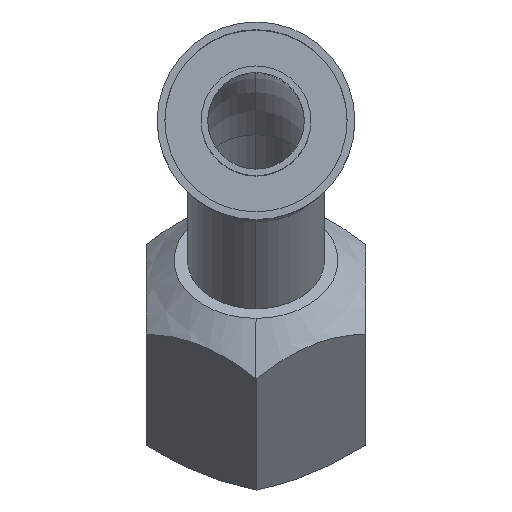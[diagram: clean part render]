
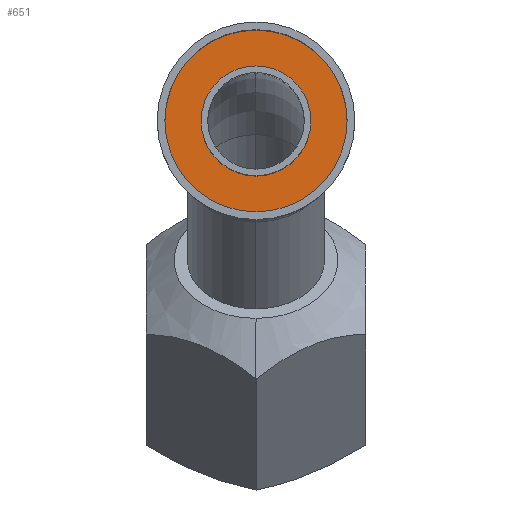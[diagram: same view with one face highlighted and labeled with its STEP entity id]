
A CAD part, top view. The second image highlights one B-rep face of the part: STEP entity #651.
In plain terms, the highlighted planar face has unit normal (0, 0, 1).
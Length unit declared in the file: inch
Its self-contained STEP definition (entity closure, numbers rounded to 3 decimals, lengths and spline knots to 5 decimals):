
#5 = ORIENTED_EDGE ( 'NONE', *, *, #510, .F. ) ;
#6 = EDGE_CURVE ( 'NONE', #948, #285, #1212, .T. ) ;
#84 = DIRECTION ( 'NONE',  ( 0., 0., 1. ) ) ;
#219 = CARTESIAN_POINT ( 'NONE',  ( 0., 0., -1. ) ) ;
#285 = VERTEX_POINT ( 'NONE', #1531 ) ;
#312 = CARTESIAN_POINT ( 'NONE',  ( 0., 0., -1. ) ) ;
#319 = ORIENTED_EDGE ( 'NONE', *, *, #1366, .F. ) ;
#343 = ORIENTED_EDGE ( 'NONE', *, *, #715, .T. ) ;
#352 = CARTESIAN_POINT ( 'NONE',  ( -0.415, 0., -1. ) ) ;
#395 = CARTESIAN_POINT ( 'NONE',  ( 0.25, 0., -1. ) ) ;
#396 = VERTEX_POINT ( 'NONE', #395 ) ;
#424 = DIRECTION ( 'NONE',  ( 0., 0., 1. ) ) ;
#427 = DIRECTION ( 'NONE',  ( 1., 0., 0. ) ) ;
#510 = EDGE_CURVE ( 'NONE', #787, #396, #1496, .T. ) ;
#598 = DIRECTION ( 'NONE',  ( 0., 0., 1. ) ) ;
#651 = ADVANCED_FACE ( 'NONE', ( #1444, #846 ), #1314, .T. ) ;
#715 = EDGE_CURVE ( 'NONE', #285, #948, #781, .T. ) ;
#757 = AXIS2_PLACEMENT_3D ( 'NONE', #312, #1189, #427 ) ;
#781 = CIRCLE ( 'NONE', #1053, 0.415 ) ;
#787 = VERTEX_POINT ( 'NONE', #1211 ) ;
#833 = DIRECTION ( 'NONE',  ( 1., 0., 0. ) ) ;
#846 = FACE_BOUND ( 'NONE', #1556, .T. ) ;
#880 = AXIS2_PLACEMENT_3D ( 'NONE', #1090, #424, #1437 ) ;
#948 = VERTEX_POINT ( 'NONE', #352 ) ;
#1053 = AXIS2_PLACEMENT_3D ( 'NONE', #219, #84, #833 ) ;
#1090 = CARTESIAN_POINT ( 'NONE',  ( 0.415, 0., -1. ) ) ;
#1103 = AXIS2_PLACEMENT_3D ( 'NONE', #1450, #598, #1337 ) ;
#1111 = CIRCLE ( 'NONE', #1609, 0.25 ) ;
#1189 = DIRECTION ( 'NONE',  ( 0., 0., 1. ) ) ;
#1211 = CARTESIAN_POINT ( 'NONE',  ( -0.25, 0., -1. ) ) ;
#1212 = CIRCLE ( 'NONE', #1103, 0.415 ) ;
#1252 = CARTESIAN_POINT ( 'NONE',  ( 0., 0., -1. ) ) ;
#1314 = PLANE ( 'NONE',  #880 ) ;
#1337 = DIRECTION ( 'NONE',  ( 1., 0., 0. ) ) ;
#1366 = EDGE_CURVE ( 'NONE', #396, #787, #1111, .T. ) ;
#1377 = EDGE_LOOP ( 'NONE', ( #343, #1391 ) ) ;
#1381 = DIRECTION ( 'NONE',  ( 1., 0., 0. ) ) ;
#1391 = ORIENTED_EDGE ( 'NONE', *, *, #6, .T. ) ;
#1437 = DIRECTION ( 'NONE',  ( 1., 0., 0. ) ) ;
#1444 = FACE_OUTER_BOUND ( 'NONE', #1377, .T. ) ;
#1450 = CARTESIAN_POINT ( 'NONE',  ( 0., 0., -1. ) ) ;
#1496 = CIRCLE ( 'NONE', #757, 0.25 ) ;
#1504 = DIRECTION ( 'NONE',  ( 0., 0., 1. ) ) ;
#1531 = CARTESIAN_POINT ( 'NONE',  ( 0.415, 0., -1. ) ) ;
#1556 = EDGE_LOOP ( 'NONE', ( #319, #5 ) ) ;
#1609 = AXIS2_PLACEMENT_3D ( 'NONE', #1252, #1504, #1381 ) ;
